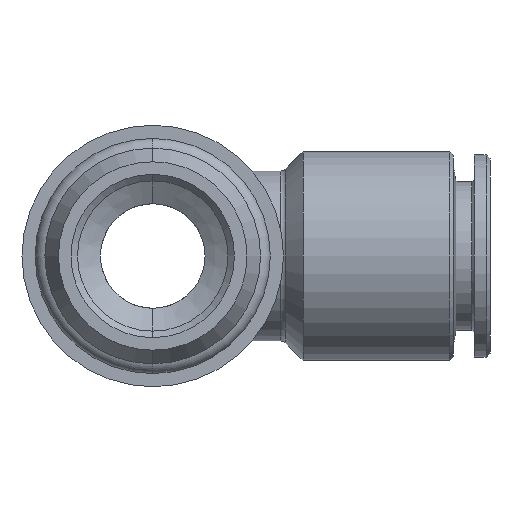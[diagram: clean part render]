
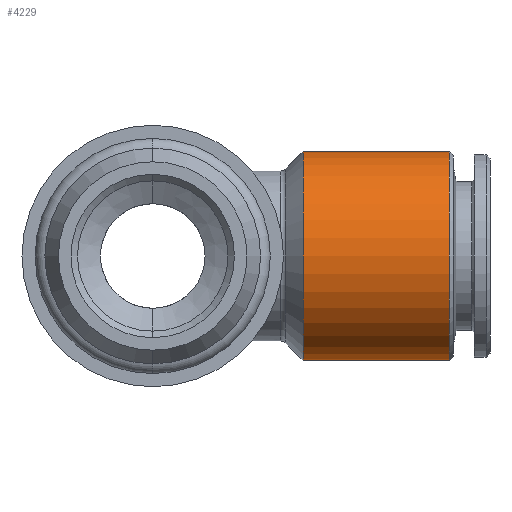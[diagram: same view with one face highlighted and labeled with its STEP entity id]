
A CAD part, front view. The second image highlights one B-rep face of the part: STEP entity #4229.
In plain terms, the highlighted cylindrical face has radius 8 mm (diameter 16 mm), a partial arc.
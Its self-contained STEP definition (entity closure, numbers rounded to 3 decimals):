
#598 = VERTEX_POINT ( 'NONE', #2337 ) ;
#606 = EDGE_CURVE ( 'NONE', #598, #608, #2338, .T. ) ;
#608 = VERTEX_POINT ( 'NONE', #2417 ) ;
#618 = VERTEX_POINT ( 'NONE', #2464 ) ;
#620 = EDGE_CURVE ( 'NONE', #622, #618, #2446, .T. ) ;
#622 = VERTEX_POINT ( 'NONE', #2454 ) ;
#1705 = DIRECTION ( 'NONE',  ( 0., 0., 1. ) ) ;
#1718 = CARTESIAN_POINT ( 'NONE',  ( 22.7, 0., 0. ) ) ;
#1719 = DIRECTION ( 'NONE',  ( -1., 0., 0. ) ) ;
#1720 = AXIS2_PLACEMENT_3D ( 'NONE', #1718, #1719, #1705 ) ;
#1721 = CIRCLE ( 'NONE', #1720, 8. ) ;
#1724 = FACE_OUTER_BOUND ( 'NONE', #4235, .T. ) ;
#1726 = DIRECTION ( 'NONE',  ( -1., 0., 0. ) ) ;
#1727 = CYLINDRICAL_SURFACE ( 'NONE', #1730, 8. ) ;
#1728 = DIRECTION ( 'NONE',  ( 0., 0., 1. ) ) ;
#1729 = CARTESIAN_POINT ( 'NONE',  ( 0., 0., 0. ) ) ;
#1730 = AXIS2_PLACEMENT_3D ( 'NONE', #1729, #1726, #1728 ) ;
#2337 = CARTESIAN_POINT ( 'NONE',  ( 22.7, 0., 8. ) ) ;
#2338 = LINE ( 'NONE', #2400, #2353 ) ;
#2353 = VECTOR ( 'NONE', #2390, 1000. ) ;
#2390 = DIRECTION ( 'NONE',  ( -1., 0., 0. ) ) ;
#2400 = CARTESIAN_POINT ( 'NONE',  ( 0., 0., 8. ) ) ;
#2417 = CARTESIAN_POINT ( 'NONE',  ( 11.5, 0., 8. ) ) ;
#2442 = VECTOR ( 'NONE', #2455, 1000. ) ;
#2446 = LINE ( 'NONE', #2452, #2442 ) ;
#2452 = CARTESIAN_POINT ( 'NONE',  ( 0., 0., -8. ) ) ;
#2454 = CARTESIAN_POINT ( 'NONE',  ( 22.7, 0., -8. ) ) ;
#2455 = DIRECTION ( 'NONE',  ( -1., 0., 0. ) ) ;
#2464 = CARTESIAN_POINT ( 'NONE',  ( 11.5, 0., -8. ) ) ;
#3223 = CARTESIAN_POINT ( 'NONE',  ( 11.5, 0., 0. ) ) ;
#3232 = AXIS2_PLACEMENT_3D ( 'NONE', #3223, #3236, #3258 ) ;
#3234 = CIRCLE ( 'NONE', #3232, 8. ) ;
#3236 = DIRECTION ( 'NONE',  ( -1., 0., 0. ) ) ;
#3258 = DIRECTION ( 'NONE',  ( 0., 0., -1. ) ) ;
#3900 = EDGE_CURVE ( 'NONE', #618, #608, #3234, .T. ) ;
#4196 = ORIENTED_EDGE ( 'NONE', *, *, #606, .T. ) ;
#4197 = ORIENTED_EDGE ( 'NONE', *, *, #3900, .F. ) ;
#4225 = ORIENTED_EDGE ( 'NONE', *, *, #620, .F. ) ;
#4226 = ORIENTED_EDGE ( 'NONE', *, *, #4227, .T. ) ;
#4227 = EDGE_CURVE ( 'NONE', #622, #598, #1721, .T. ) ;
#4229 = ADVANCED_FACE ( 'NONE', ( #1724 ), #1727, .T. ) ;
#4235 = EDGE_LOOP ( 'NONE', ( #4225, #4226, #4196, #4197 ) ) ;
